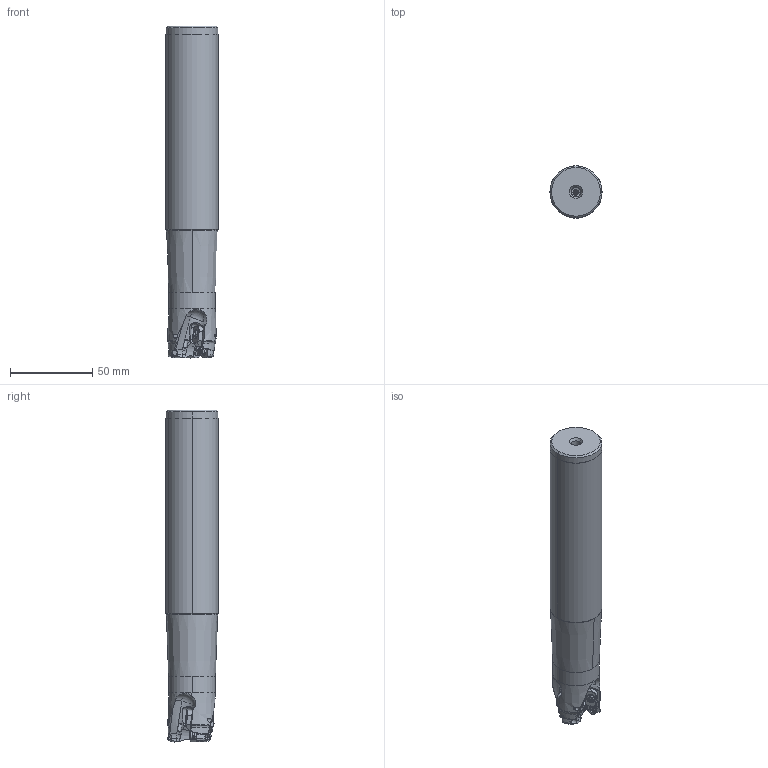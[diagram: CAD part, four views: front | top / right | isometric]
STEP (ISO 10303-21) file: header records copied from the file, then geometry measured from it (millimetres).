
FILE_DESCRIPTION(/* description */ (''),/* implementation_level */ '2;1');
FILE_NAME(/* name */ 'AJXU09R203SA20M.stp',/* time_stamp */ '2021-09-08T11:49:01+09:00',/* author */ (''),/* organization */ (''),/* preprocessor_version */ 'ST-DEVELOPER v16',/* originating_system */ 'SIEMENS PLM Software NX 10.0',/* authorisation */ '');
FILE_SCHEMA (('AUTOMOTIVE_DESIGN { 1 0 10303 214 3 1 1 1 }'));
Length unit declared in the file: millimetre
Products named in the file (1): AJXU09R203SA20M_ASM
Bounding box: 31.75 x 31.75 x 202.3 mm (x, y, z)
Volume: 139223.8 mm3; surface area: 27134.7 mm2
Topology: 13 solids, 13 shells, 622 faces, 1774 edges, 1170 vertices
Faces by surface type: cylinder 295, plane 177, cone 91, torus 32, sphere 18, bspline 9
Entity records: 24167 total; most frequent: CARTESIAN_POINT 7547, DIRECTION 3504, ORIENTED_EDGE 3478, EDGE_CURVE 1739, AXIS2_PLACEMENT_3D 1452, VERTEX_POINT 1164, CIRCLE 732, EDGE_LOOP 673
